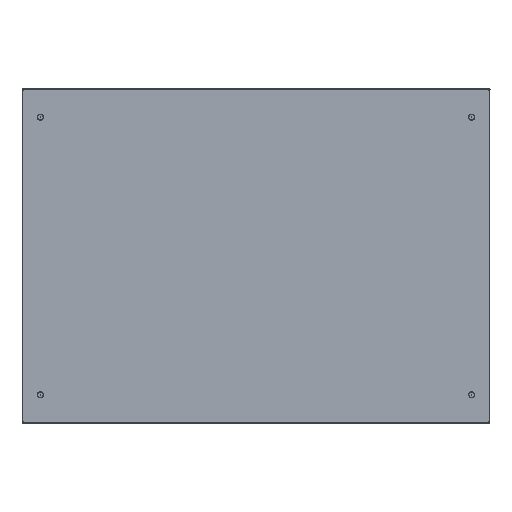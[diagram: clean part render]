
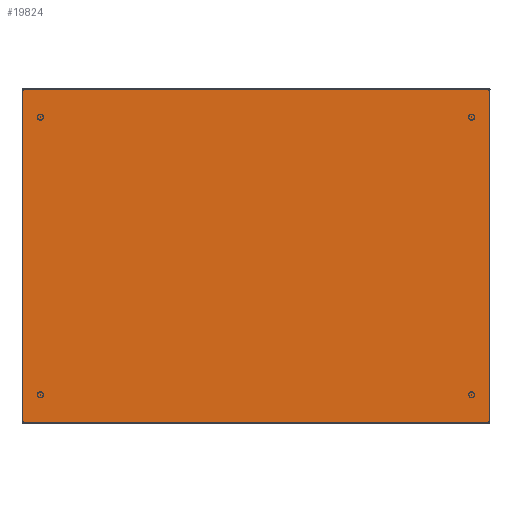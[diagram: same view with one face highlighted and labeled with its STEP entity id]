
A CAD part, front view. The second image highlights one B-rep face of the part: STEP entity #19824.
In plain terms, the highlighted planar face has unit normal (0, -1, 0).
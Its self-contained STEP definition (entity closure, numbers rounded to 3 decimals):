
#2070=FACE_OUTER_BOUND('',#3302,.T.);
#3302=EDGE_LOOP('',(#12928,#12929,#12930,#12931,#12932,#12933,#12934,#12935,
#12936,#12937,#12938,#12939,#12940,#12941,#12942,#12943,#12944,#12945,#12946,
#12947));
#4903=LINE('',#29788,#6343);
#4925=LINE('',#29840,#6365);
#4942=LINE('',#29899,#6382);
#4946=LINE('',#29907,#6386);
#4963=LINE('',#29966,#6403);
#4967=LINE('',#29974,#6407);
#4984=LINE('',#30037,#6424);
#4988=LINE('',#30045,#6428);
#5036=LINE('',#32370,#6476);
#5038=LINE('',#32373,#6478);
#5040=LINE('',#32376,#6480);
#5042=LINE('',#32379,#6482);
#5053=LINE('',#32852,#6493);
#5054=LINE('',#32853,#6494);
#5055=LINE('',#32855,#6495);
#5056=LINE('',#32856,#6496);
#5057=LINE('',#32858,#6497);
#5058=LINE('',#32859,#6498);
#5059=LINE('',#32861,#6499);
#5060=LINE('',#32862,#6500);
#6343=VECTOR('',#23042,10.);
#6365=VECTOR('',#23076,10.);
#6382=VECTOR('',#23103,10.);
#6386=VECTOR('',#23109,10.);
#6403=VECTOR('',#23136,10.);
#6407=VECTOR('',#23142,10.);
#6424=VECTOR('',#23173,10.);
#6428=VECTOR('',#23179,10.);
#6476=VECTOR('',#23253,10.);
#6478=VECTOR('',#23257,10.);
#6480=VECTOR('',#23261,10.);
#6482=VECTOR('',#23265,10.);
#6493=VECTOR('',#23280,0.184);
#6494=VECTOR('',#23281,0.184);
#6495=VECTOR('',#23282,0.184);
#6496=VECTOR('',#23283,0.184);
#6497=VECTOR('',#23284,0.184);
#6498=VECTOR('',#23285,0.184);
#6499=VECTOR('',#23286,0.184);
#6500=VECTOR('',#23287,0.184);
#7985=VERTEX_POINT('',#29785);
#7986=VERTEX_POINT('',#29787);
#8009=VERTEX_POINT('',#29837);
#8010=VERTEX_POINT('',#29839);
#8022=VERTEX_POINT('',#29896);
#8023=VERTEX_POINT('',#29898);
#8025=VERTEX_POINT('',#29904);
#8026=VERTEX_POINT('',#29906);
#8038=VERTEX_POINT('',#29963);
#8039=VERTEX_POINT('',#29965);
#8041=VERTEX_POINT('',#29971);
#8042=VERTEX_POINT('',#29973);
#8056=VERTEX_POINT('',#30034);
#8057=VERTEX_POINT('',#30036);
#8059=VERTEX_POINT('',#30042);
#8060=VERTEX_POINT('',#30044);
#8110=VERTEX_POINT('',#32851);
#8111=VERTEX_POINT('',#32854);
#8112=VERTEX_POINT('',#32857);
#8113=VERTEX_POINT('',#32860);
#9882=EDGE_CURVE('',#7985,#7986,#4903,.T.);
#9908=EDGE_CURVE('',#8010,#8009,#4925,.T.);
#9927=EDGE_CURVE('',#8022,#8023,#4942,.T.);
#9931=EDGE_CURVE('',#8026,#8025,#4946,.T.);
#9950=EDGE_CURVE('',#8038,#8039,#4963,.T.);
#9954=EDGE_CURVE('',#8042,#8041,#4967,.T.);
#9975=EDGE_CURVE('',#8056,#8057,#4984,.T.);
#9979=EDGE_CURVE('',#8060,#8059,#4988,.T.);
#10065=EDGE_CURVE('',#8023,#8025,#5036,.T.);
#10067=EDGE_CURVE('',#7986,#8009,#5038,.T.);
#10069=EDGE_CURVE('',#8039,#8041,#5040,.T.);
#10071=EDGE_CURVE('',#8057,#8059,#5042,.T.);
#10085=EDGE_CURVE('',#7985,#8110,#5053,.T.);
#10086=EDGE_CURVE('',#8110,#8026,#5054,.T.);
#10087=EDGE_CURVE('',#8022,#8111,#5055,.T.);
#10088=EDGE_CURVE('',#8111,#8060,#5056,.T.);
#10089=EDGE_CURVE('',#8056,#8112,#5057,.T.);
#10090=EDGE_CURVE('',#8112,#8042,#5058,.T.);
#10091=EDGE_CURVE('',#8038,#8113,#5059,.T.);
#10092=EDGE_CURVE('',#8113,#8010,#5060,.T.);
#12928=ORIENTED_EDGE('',*,*,#9908,.T.);
#12929=ORIENTED_EDGE('',*,*,#10067,.F.);
#12930=ORIENTED_EDGE('',*,*,#9882,.F.);
#12931=ORIENTED_EDGE('',*,*,#10085,.T.);
#12932=ORIENTED_EDGE('',*,*,#10086,.T.);
#12933=ORIENTED_EDGE('',*,*,#9931,.T.);
#12934=ORIENTED_EDGE('',*,*,#10065,.F.);
#12935=ORIENTED_EDGE('',*,*,#9927,.F.);
#12936=ORIENTED_EDGE('',*,*,#10087,.T.);
#12937=ORIENTED_EDGE('',*,*,#10088,.T.);
#12938=ORIENTED_EDGE('',*,*,#9979,.T.);
#12939=ORIENTED_EDGE('',*,*,#10071,.F.);
#12940=ORIENTED_EDGE('',*,*,#9975,.F.);
#12941=ORIENTED_EDGE('',*,*,#10089,.T.);
#12942=ORIENTED_EDGE('',*,*,#10090,.T.);
#12943=ORIENTED_EDGE('',*,*,#9954,.T.);
#12944=ORIENTED_EDGE('',*,*,#10069,.F.);
#12945=ORIENTED_EDGE('',*,*,#9950,.F.);
#12946=ORIENTED_EDGE('',*,*,#10091,.T.);
#12947=ORIENTED_EDGE('',*,*,#10092,.T.);
#17737=PLANE('',#21145);
#19824=ADVANCED_FACE('',(#2070),#17737,.F.);
#21145=AXIS2_PLACEMENT_3D('',#32850,#23278,#23279);
#23042=DIRECTION('',(0.,0.,1.));
#23076=DIRECTION('',(0.,0.,1.));
#23103=DIRECTION('',(-1.,0.,0.));
#23109=DIRECTION('',(-1.,0.,0.));
#23136=DIRECTION('',(1.,0.,0.));
#23142=DIRECTION('',(1.,0.,0.));
#23173=DIRECTION('',(0.,0.,-1.));
#23179=DIRECTION('',(0.,0.,-1.));
#23253=DIRECTION('',(0.,0.,1.));
#23257=DIRECTION('',(1.,0.,0.));
#23261=DIRECTION('',(0.,0.,-1.));
#23265=DIRECTION('',(-1.,0.,0.));
#23278=DIRECTION('center_axis',(0.,1.,0.));
#23279=DIRECTION('ref_axis',(0.,0.,1.));
#23280=DIRECTION('',(0.,0.,-1.));
#23281=DIRECTION('',(-1.,0.,0.));
#23282=DIRECTION('',(1.,0.,0.));
#23283=DIRECTION('',(0.,0.,-1.));
#23284=DIRECTION('',(0.,0.,1.));
#23285=DIRECTION('',(1.,0.,0.));
#23286=DIRECTION('',(-1.,0.,0.));
#23287=DIRECTION('',(0.,0.,1.));
#29785=CARTESIAN_POINT('',(-347.816,0.,248.));
#29787=CARTESIAN_POINT('',(-347.816,0.,250.));
#29788=CARTESIAN_POINT('',(-347.816,0.,124.));
#29837=CARTESIAN_POINT('',(347.816,0.,250.));
#29839=CARTESIAN_POINT('',(347.816,0.,248.));
#29840=CARTESIAN_POINT('',(347.816,0.,124.));
#29896=CARTESIAN_POINT('',(-348.,0.,-247.816));
#29898=CARTESIAN_POINT('',(-350.,0.,-247.816));
#29899=CARTESIAN_POINT('',(-174.,0.,-247.816));
#29904=CARTESIAN_POINT('',(-350.,0.,247.816));
#29906=CARTESIAN_POINT('',(-348.,0.,247.816));
#29907=CARTESIAN_POINT('',(-174.,0.,247.816));
#29963=CARTESIAN_POINT('',(348.,0.,247.816));
#29965=CARTESIAN_POINT('',(350.,0.,247.816));
#29966=CARTESIAN_POINT('',(174.,0.,247.816));
#29971=CARTESIAN_POINT('',(350.,0.,-247.816));
#29973=CARTESIAN_POINT('',(348.,0.,-247.816));
#29974=CARTESIAN_POINT('',(174.,0.,-247.816));
#30034=CARTESIAN_POINT('',(347.816,0.,-248.));
#30036=CARTESIAN_POINT('',(347.816,0.,-250.));
#30037=CARTESIAN_POINT('',(347.816,0.,-124.));
#30042=CARTESIAN_POINT('',(-347.816,0.,-250.));
#30044=CARTESIAN_POINT('',(-347.816,0.,-248.));
#30045=CARTESIAN_POINT('',(-347.816,0.,-124.));
#32370=CARTESIAN_POINT('',(-350.,0.,0.));
#32373=CARTESIAN_POINT('',(0.,0.,250.));
#32376=CARTESIAN_POINT('',(350.,0.,0.));
#32379=CARTESIAN_POINT('',(0.,0.,-250.));
#32850=CARTESIAN_POINT('Origin',(0.,0.,0.));
#32851=CARTESIAN_POINT('',(-347.816,0.,247.816));
#32852=CARTESIAN_POINT('',(-347.816,0.,124.908));
#32853=CARTESIAN_POINT('',(-173.908,0.,247.816));
#32854=CARTESIAN_POINT('',(-347.816,0.,-247.816));
#32855=CARTESIAN_POINT('',(-174.908,0.,-247.816));
#32856=CARTESIAN_POINT('',(-347.816,0.,-123.908));
#32857=CARTESIAN_POINT('',(347.816,0.,-247.816));
#32858=CARTESIAN_POINT('',(347.816,0.,-124.908));
#32859=CARTESIAN_POINT('',(173.908,0.,-247.816));
#32860=CARTESIAN_POINT('',(347.816,0.,247.816));
#32861=CARTESIAN_POINT('',(174.908,0.,247.816));
#32862=CARTESIAN_POINT('',(347.816,0.,123.908));
